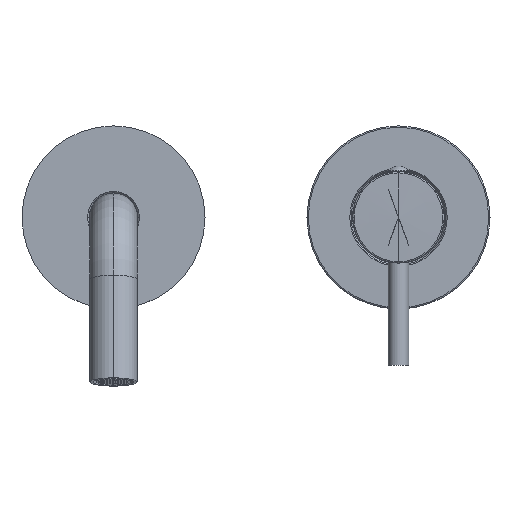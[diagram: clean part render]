
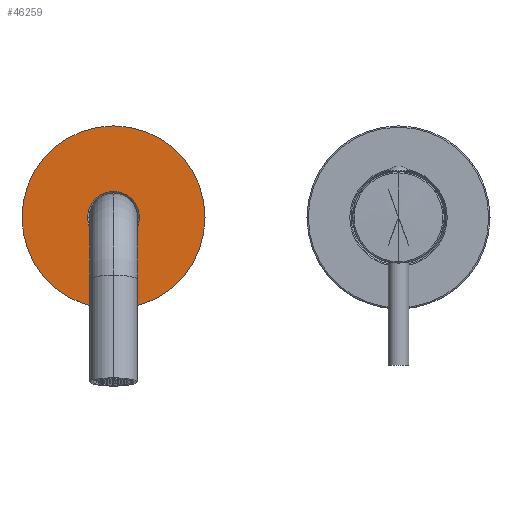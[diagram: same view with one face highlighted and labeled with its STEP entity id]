
A CAD part, top view. The second image highlights one B-rep face of the part: STEP entity #46259.
In plain terms, the highlighted planar face has unit normal (0, 0, 1).
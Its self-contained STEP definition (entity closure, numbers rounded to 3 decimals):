
#45643=CARTESIAN_POINT('',(-109.,0.,59.));
#45644=DIRECTION('',(0.,0.,1.));
#45645=DIRECTION('',(-1.,0.,0.));
#45646=AXIS2_PLACEMENT_3D('',#45643,#45644,#45645);
#45648=CARTESIAN_POINT('',(-109.,0.,59.));
#45649=DIRECTION('',(0.,0.,-1.));
#45650=DIRECTION('',(-1.,0.,0.));
#45651=AXIS2_PLACEMENT_3D('',#45648,#45649,#45650);
#45653=CARTESIAN_POINT('',(-109.,0.,59.));
#45654=DIRECTION('',(0.,0.,1.));
#45655=DIRECTION('',(-1.,0.,0.));
#45656=AXIS2_PLACEMENT_3D('',#45653,#45654,#45655);
#45658=CARTESIAN_POINT('',(-109.,0.,59.));
#45659=DIRECTION('',(0.,0.,1.));
#45660=DIRECTION('',(1.,0.,0.));
#45661=AXIS2_PLACEMENT_3D('',#45658,#45659,#45660);
#45704=CARTESIAN_POINT('',(-144.,0.,59.));
#45706=VERTEX_POINT('',#45704);
#45716=CARTESIAN_POINT('',(-74.,0.,59.));
#45718=VERTEX_POINT('',#45716);
#45747=CARTESIAN_POINT('',(-118.9,0.,59.));
#45748=CARTESIAN_POINT('',(-99.1,0.,59.));
#45749=VERTEX_POINT('',#45747);
#45750=VERTEX_POINT('',#45748);
#46246=CARTESIAN_POINT('',(-109.,0.,59.));
#46247=DIRECTION('',(0.,0.,-1.));
#46248=DIRECTION('',(1.,0.,0.));
#46249=AXIS2_PLACEMENT_3D('',#46246,#46247,#46248);
#46250=PLANE('',#46249);
#46251=ORIENTED_EDGE('',*,*,#46232,.F.);
#46252=ORIENTED_EDGE('',*,*,#46214,.T.);
#46253=EDGE_LOOP('',(#46251,#46252));
#46254=FACE_OUTER_BOUND('',#46253,.F.);
#46255=ORIENTED_EDGE('',*,*,#45798,.T.);
#46256=ORIENTED_EDGE('',*,*,#45820,.T.);
#46257=EDGE_LOOP('',(#46255,#46256));
#46258=FACE_BOUND('',#46257,.F.);
#46259=ADVANCED_FACE('',(#46254,#46258),#46250,.F.);
#45647=CIRCLE('',#45646,35.);
#45652=CIRCLE('',#45651,35.);
#45657=CIRCLE('',#45656,9.9);
#45662=CIRCLE('',#45661,9.9);
#45798=EDGE_CURVE('',#45749,#45750,#45657,.T.);
#45820=EDGE_CURVE('',#45750,#45749,#45662,.T.);
#46214=EDGE_CURVE('',#45706,#45718,#45652,.T.);
#46232=EDGE_CURVE('',#45706,#45718,#45647,.T.);
